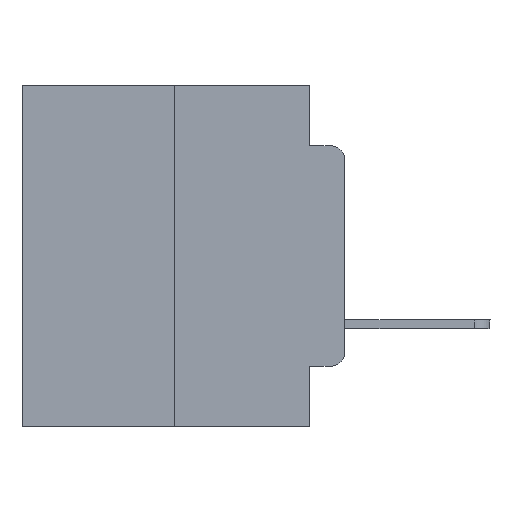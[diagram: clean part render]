
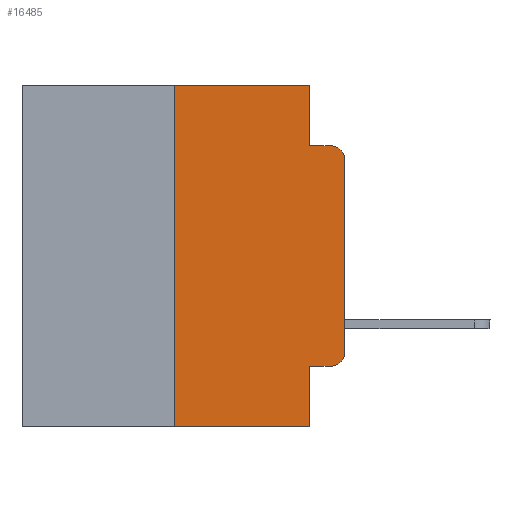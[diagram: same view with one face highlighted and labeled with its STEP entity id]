
A CAD part, left-side view. The second image highlights one B-rep face of the part: STEP entity #16485.
In plain terms, the highlighted planar face has unit normal (-1, 0, 0).
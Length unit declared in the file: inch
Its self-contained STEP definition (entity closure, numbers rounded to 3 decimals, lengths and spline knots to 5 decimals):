
#121 = CARTESIAN_POINT ( 'NONE',  ( 0., 0.051, 0. ) ) ;
#395 = AXIS2_PLACEMENT_3D ( 'NONE', #15488, #21325, #1589 ) ;
#587 = DIRECTION ( 'NONE',  ( 0., -1., 0. ) ) ;
#1589 = DIRECTION ( 'NONE',  ( 0., 0., -1. ) ) ;
#2101 = LINE ( 'NONE', #3541, #18667 ) ;
#2908 = CARTESIAN_POINT ( 'NONE',  ( 0., 0.051, -0.5 ) ) ;
#3036 = CARTESIAN_POINT ( 'NONE',  ( 0., 0., -0.1085 ) ) ;
#3256 = CARTESIAN_POINT ( 'NONE',  ( 0., 0.051, 0. ) ) ;
#3331 = CIRCLE ( 'NONE', #7045, 0.02 ) ;
#3337 = ORIENTED_EDGE ( 'NONE', *, *, #11614, .F. ) ;
#3541 = CARTESIAN_POINT ( 'NONE',  ( 0., 0.051, -0.4115 ) ) ;
#3693 = ORIENTED_EDGE ( 'NONE', *, *, #18534, .F. ) ;
#4135 = DIRECTION ( 'NONE',  ( 0., 0., 1. ) ) ;
#4144 = DIRECTION ( 'NONE',  ( 0., 0., -1. ) ) ;
#4193 = ORIENTED_EDGE ( 'NONE', *, *, #23791, .T. ) ;
#4824 = VECTOR ( 'NONE', #4144, 39.37008 ) ;
#4957 = DIRECTION ( 'NONE',  ( 0., -1., 0. ) ) ;
#5571 = DIRECTION ( 'NONE',  ( 0., 0., -1. ) ) ;
#5735 = PLANE ( 'NONE',  #395 ) ;
#5847 = EDGE_CURVE ( 'NONE', #23217, #22799, #10984, .T. ) ;
#6127 = LINE ( 'NONE', #6638, #20355 ) ;
#6420 = EDGE_LOOP ( 'NONE', ( #7467, #23146, #21528, #19662, #3693, #3337, #4193, #8971, #23818, #24565 ) ) ;
#6638 = CARTESIAN_POINT ( 'NONE',  ( 0., 0., 0. ) ) ;
#6771 = CARTESIAN_POINT ( 'NONE',  ( 0., 0.051, -0.4115 ) ) ;
#7045 = AXIS2_PLACEMENT_3D ( 'NONE', #7895, #13497, #5571 ) ;
#7467 = ORIENTED_EDGE ( 'NONE', *, *, #10674, .T. ) ;
#7491 = CARTESIAN_POINT ( 'NONE',  ( 0., 0.25, -0.5 ) ) ;
#7724 = DIRECTION ( 'NONE',  ( 0., 0., -1. ) ) ;
#7746 = LINE ( 'NONE', #9571, #21345 ) ;
#7895 = CARTESIAN_POINT ( 'NONE',  ( 0., 0.02, -0.3915 ) ) ;
#8971 = ORIENTED_EDGE ( 'NONE', *, *, #5847, .F. ) ;
#9443 = DIRECTION ( 'NONE',  ( 0., -1., 0. ) ) ;
#9571 = CARTESIAN_POINT ( 'NONE',  ( 0., 0.473, 0. ) ) ;
#10149 = CARTESIAN_POINT ( 'NONE',  ( 0., 0.02, -0.4115 ) ) ;
#10360 = VERTEX_POINT ( 'NONE', #3036 ) ;
#10674 = EDGE_CURVE ( 'NONE', #24466, #10360, #6127, .T. ) ;
#10738 = VERTEX_POINT ( 'NONE', #10149 ) ;
#10984 = LINE ( 'NONE', #16038, #15405 ) ;
#11174 = EDGE_CURVE ( 'NONE', #23217, #10738, #2101, .T. ) ;
#11447 = VERTEX_POINT ( 'NONE', #3256 ) ;
#11450 = DIRECTION ( 'NONE',  ( 0., -1., 0. ) ) ;
#11557 = EDGE_CURVE ( 'NONE', #10738, #24466, #3331, .T. ) ;
#11614 = EDGE_CURVE ( 'NONE', #17367, #23171, #22060, .T. ) ;
#12193 = LINE ( 'NONE', #121, #4824 ) ;
#12283 = DIRECTION ( 'NONE',  ( -1., 0., 0. ) ) ;
#12492 = CARTESIAN_POINT ( 'NONE',  ( 0., 0.25, 0. ) ) ;
#12749 = CARTESIAN_POINT ( 'NONE',  ( 0., 0.473, -0.5 ) ) ;
#13263 = LINE ( 'NONE', #12749, #21913 ) ;
#13497 = DIRECTION ( 'NONE',  ( -1., 0., 0. ) ) ;
#14735 = CARTESIAN_POINT ( 'NONE',  ( 0., 0.25, 0. ) ) ;
#15405 = VECTOR ( 'NONE', #7724, 39.37008 ) ;
#15488 = CARTESIAN_POINT ( 'NONE',  ( 0., 0.473, 0. ) ) ;
#15738 = FACE_OUTER_BOUND ( 'NONE', #6420, .T. ) ;
#15810 = DIRECTION ( 'NONE',  ( 0., 0., -1. ) ) ;
#16038 = CARTESIAN_POINT ( 'NONE',  ( 0., 0.051, 0. ) ) ;
#16039 = AXIS2_PLACEMENT_3D ( 'NONE', #25695, #12283, #15810 ) ;
#16485 = ADVANCED_FACE ( 'NONE', ( #15738 ), #5735, .F. ) ;
#17367 = VERTEX_POINT ( 'NONE', #7491 ) ;
#17831 = VERTEX_POINT ( 'NONE', #21966 ) ;
#18262 = VECTOR ( 'NONE', #4135, 39.37008 ) ;
#18393 = LINE ( 'NONE', #22552, #25517 ) ;
#18525 = CIRCLE ( 'NONE', #16039, 0.02 ) ;
#18534 = EDGE_CURVE ( 'NONE', #23171, #11447, #7746, .T. ) ;
#18667 = VECTOR ( 'NONE', #11450, 39.37008 ) ;
#18883 = EDGE_CURVE ( 'NONE', #17831, #21443, #18393, .T. ) ;
#19597 = CARTESIAN_POINT ( 'NONE',  ( 0., 0., -0.3915 ) ) ;
#19662 = ORIENTED_EDGE ( 'NONE', *, *, #20520, .F. ) ;
#20355 = VECTOR ( 'NONE', #22106, 39.37008 ) ;
#20520 = EDGE_CURVE ( 'NONE', #11447, #17831, #12193, .T. ) ;
#20980 = EDGE_CURVE ( 'NONE', #10360, #21443, #18525, .T. ) ;
#21325 = DIRECTION ( 'NONE',  ( 1., 0., 0. ) ) ;
#21345 = VECTOR ( 'NONE', #9443, 39.37008 ) ;
#21443 = VERTEX_POINT ( 'NONE', #25668 ) ;
#21528 = ORIENTED_EDGE ( 'NONE', *, *, #18883, .F. ) ;
#21913 = VECTOR ( 'NONE', #4957, 39.37008 ) ;
#21966 = CARTESIAN_POINT ( 'NONE',  ( 0., 0.051, -0.0885 ) ) ;
#22060 = LINE ( 'NONE', #14735, #18262 ) ;
#22106 = DIRECTION ( 'NONE',  ( 0., 0., 1. ) ) ;
#22552 = CARTESIAN_POINT ( 'NONE',  ( 0., 0.051, -0.0885 ) ) ;
#22799 = VERTEX_POINT ( 'NONE', #2908 ) ;
#23146 = ORIENTED_EDGE ( 'NONE', *, *, #20980, .T. ) ;
#23171 = VERTEX_POINT ( 'NONE', #12492 ) ;
#23217 = VERTEX_POINT ( 'NONE', #6771 ) ;
#23791 = EDGE_CURVE ( 'NONE', #17367, #22799, #13263, .T. ) ;
#23818 = ORIENTED_EDGE ( 'NONE', *, *, #11174, .T. ) ;
#24466 = VERTEX_POINT ( 'NONE', #19597 ) ;
#24565 = ORIENTED_EDGE ( 'NONE', *, *, #11557, .T. ) ;
#25517 = VECTOR ( 'NONE', #587, 39.37008 ) ;
#25668 = CARTESIAN_POINT ( 'NONE',  ( 0., 0.02, -0.0885 ) ) ;
#25695 = CARTESIAN_POINT ( 'NONE',  ( 0., 0.02, -0.1085 ) ) ;
